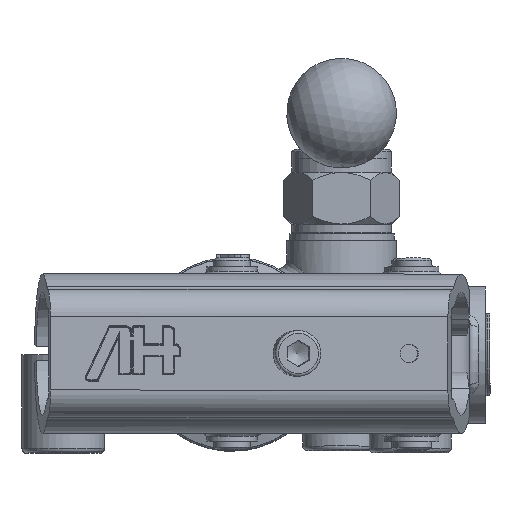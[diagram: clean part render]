
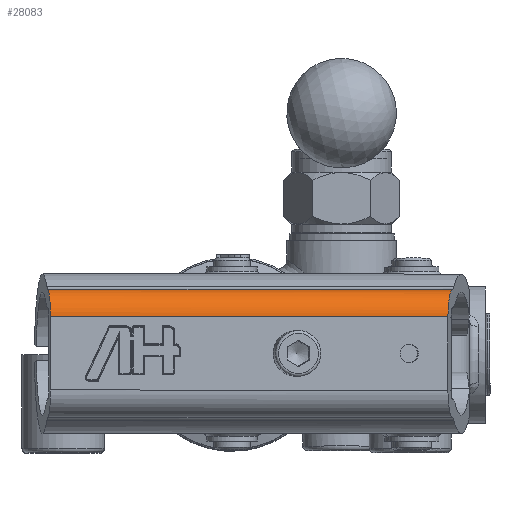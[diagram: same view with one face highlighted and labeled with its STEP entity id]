
A CAD part, top view. The second image highlights one B-rep face of the part: STEP entity #28083.
In plain terms, the highlighted cylindrical face has radius 6 mm (diameter 12 mm), a partial arc.
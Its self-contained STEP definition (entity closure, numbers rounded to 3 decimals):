
#24302=CARTESIAN_POINT('',(-39.767,8.003,259.255));
#24303=VERTEX_POINT('',#24302);
#24320=CARTESIAN_POINT('',(47.293,8.003,250.493));
#24321=VERTEX_POINT('',#24320);
#24328=CARTESIAN_POINT('',(47.293,8.003,250.493));
#24329=DIRECTION('',(-0.995,0.,0.1));
#24330=VECTOR('',#24329,87.5);
#24331=LINE('',#24328,#24330);
#24332=EDGE_CURVE('',#24321,#24303,#24331,.T.);
#27407=CARTESIAN_POINT('',(-40.352,14.001,253.439));
#27408=VERTEX_POINT('',#27407);
#27409=CARTESIAN_POINT('',(-40.368,8.003,253.285));
#27410=DIRECTION('',(0.995,0.,-0.1));
#27411=DIRECTION('',(-0.003,-1.,-0.026));
#27412=AXIS2_PLACEMENT_3D('',#27409,#27410,#27411);
#27413=CIRCLE('',#27412,6.0);
#27414=EDGE_CURVE('',#27408,#24303,#27413,.T.);
#28047=CARTESIAN_POINT('',(48.266,14.001,244.52));
#28048=VERTEX_POINT('',#28047);
#28056=CARTESIAN_POINT('',(48.292,8.003,244.362));
#28057=DIRECTION('',(-0.987,0.,-0.161));
#28058=DIRECTION('',(0.161,0.,-0.987));
#28059=AXIS2_PLACEMENT_3D('',#28056,#28057,#28058);
#28060=ELLIPSE('',#28059,6.212,6.);
#28061=EDGE_CURVE('',#24321,#28048,#28060,.T.);
#28067=CARTESIAN_POINT('',(54.155,8.003,243.772));
#28068=DIRECTION('',(-0.995,0.,0.1));
#28069=DIRECTION('',(-0.003,-1.,-0.026));
#28070=AXIS2_PLACEMENT_3D('',#28067,#28068,#28069);
#28071=CYLINDRICAL_SURFACE('',#28070,6.0);
#28072=ORIENTED_EDGE('',*,*,#27414,.T.);
#28073=ORIENTED_EDGE('',*,*,#24332,.F.);
#28074=ORIENTED_EDGE('',*,*,#28061,.T.);
#28075=CARTESIAN_POINT('',(48.266,14.001,244.52));
#28076=DIRECTION('',(-0.995,0.,0.1));
#28077=VECTOR('',#28076,89.066);
#28078=LINE('',#28075,#28077);
#28079=EDGE_CURVE('',#28048,#27408,#28078,.T.);
#28080=ORIENTED_EDGE('',*,*,#28079,.T.);
#28081=EDGE_LOOP('',(#28072,#28073,#28074,#28080));
#28082=FACE_OUTER_BOUND('',#28081,.T.);
#28083=ADVANCED_FACE('',(#28082),#28071,.T.);
